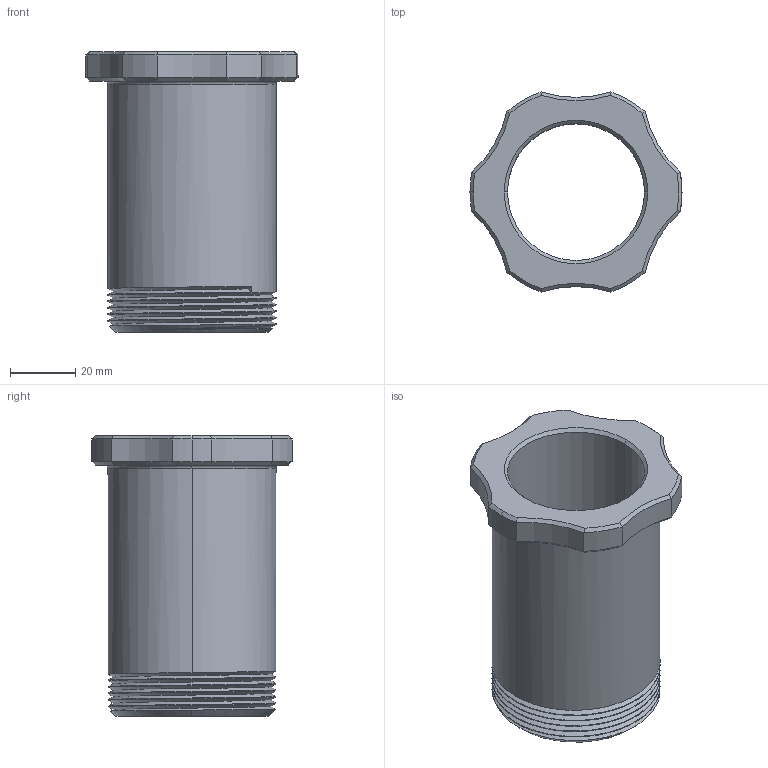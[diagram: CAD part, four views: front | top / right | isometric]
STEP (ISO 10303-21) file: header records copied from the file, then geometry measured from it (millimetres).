
FILE_DESCRIPTION (( 'STEP AP203' ), '1' );
FILE_NAME ('NEXTFILA-bolt_M52_P2.0_TL86_HT9_ID42.STEP', '2016-03-13T09:09:07', ( '' ), ( '' ), 'SwSTEP 2.0', 'SolidWorks 2015', '' );
FILE_SCHEMA (( 'CONFIG_CONTROL_DESIGN' ));
Length unit declared in the file: millimetre
Products named in the file (1): NEXTFILA-bolt_M52_P2.0_TL86_HT9_ID42
Bounding box: 65 x 61.36 x 86 mm (x, y, z)
Volume: 66450.5 mm3; surface area: 29745.6 mm2
Topology: 1 solids, 1 shells, 68 faces, 163 edges, 98 vertices
Faces by surface type: cone 33, cylinder 27, plane 4, torus 2, bspline 2
Entity records: 3182 total; most frequent: CARTESIAN_POINT 1607, ORIENTED_EDGE 326, DIRECTION 315, EDGE_CURVE 163, AXIS2_PLACEMENT_3D 138, VERTEX_POINT 98, EDGE_LOOP 71, CIRCLE 71
